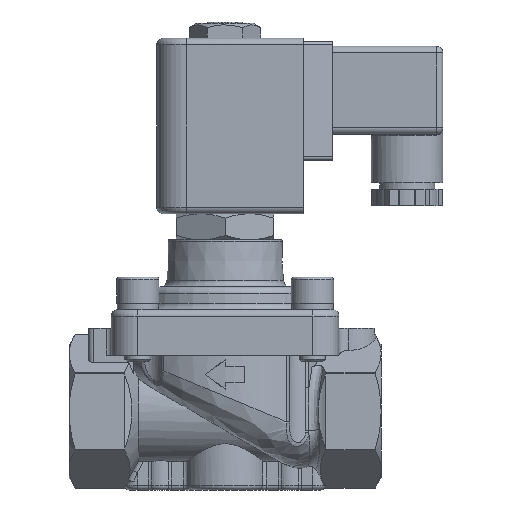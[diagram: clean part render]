
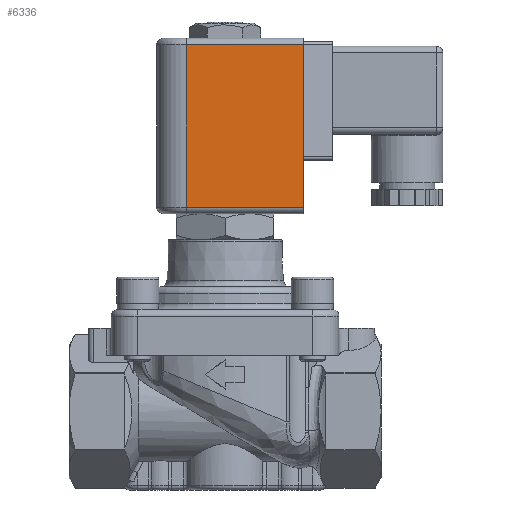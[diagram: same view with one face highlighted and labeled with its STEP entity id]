
A CAD part, left-side view. The second image highlights one B-rep face of the part: STEP entity #6336.
In plain terms, the highlighted planar face has unit normal (-1, 0, 0).
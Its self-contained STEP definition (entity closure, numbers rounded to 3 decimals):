
#917=FACE_OUTER_BOUND('',#1360,.T.);
#1360=EDGE_LOOP('',(#5726,#5727,#5728,#5729));
#1734=LINE('',#12573,#2098);
#1736=LINE('',#12580,#2100);
#1742=LINE('',#12602,#2106);
#1743=LINE('',#12604,#2107);
#2098=VECTOR('',#8808,36.);
#2100=VECTOR('',#8816,50.);
#2106=VECTOR('',#8846,50.);
#2107=VECTOR('',#8849,36.);
#3020=VERTEX_POINT('',#12567);
#3021=VERTEX_POINT('',#12571);
#3023=VERTEX_POINT('',#12578);
#3027=VERTEX_POINT('',#12598);
#3916=EDGE_CURVE('',#3021,#3020,#1734,.T.);
#3920=EDGE_CURVE('',#3021,#3023,#1736,.T.);
#3932=EDGE_CURVE('',#3020,#3027,#1742,.T.);
#3933=EDGE_CURVE('',#3027,#3023,#1743,.T.);
#5726=ORIENTED_EDGE('',*,*,#3916,.F.);
#5727=ORIENTED_EDGE('',*,*,#3920,.T.);
#5728=ORIENTED_EDGE('',*,*,#3933,.F.);
#5729=ORIENTED_EDGE('',*,*,#3932,.F.);
#5966=PLANE('',#7068);
#6336=ADVANCED_FACE('',(#917),#5966,.T.);
#7068=AXIS2_PLACEMENT_3D('',#12608,#8855,#8856);
#8808=DIRECTION('',(0.,1.,0.));
#8816=DIRECTION('',(0.,0.,1.));
#8846=DIRECTION('',(0.,0.,1.));
#8849=DIRECTION('',(0.,-1.,0.));
#8855=DIRECTION('center_axis',(-1.,0.,0.));
#8856=DIRECTION('ref_axis',(0.,0.,1.));
#12567=CARTESIAN_POINT('',(-18.,12.,62.8));
#12571=CARTESIAN_POINT('',(-18.,-24.,62.8));
#12573=CARTESIAN_POINT('',(-18.,-12.75,62.8));
#12578=CARTESIAN_POINT('',(-18.,-24.,112.8));
#12580=CARTESIAN_POINT('',(-18.,-24.,60.8));
#12598=CARTESIAN_POINT('',(-18.,12.,112.8));
#12602=CARTESIAN_POINT('',(-18.,12.,60.8));
#12604=CARTESIAN_POINT('',(-18.,-12.75,112.8));
#12608=CARTESIAN_POINT('Origin',(-18.,-24.,60.8));
